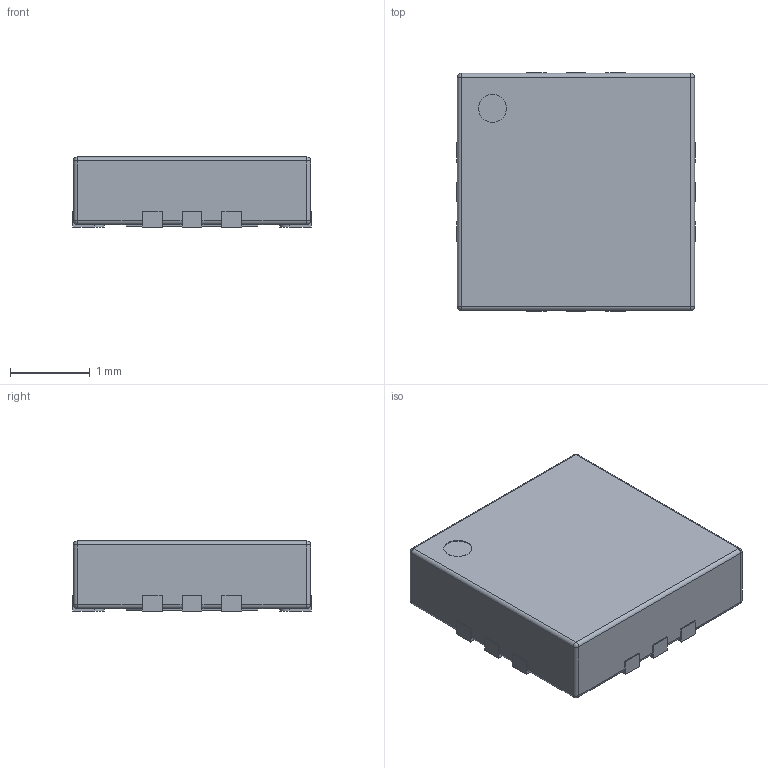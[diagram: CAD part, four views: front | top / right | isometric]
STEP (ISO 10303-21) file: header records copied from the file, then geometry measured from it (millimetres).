
FILE_DESCRIPTION(('FreeCAD Model'),'2;1');
FILE_NAME('QFN12_3x3_p0_5mm.step', '2016-06-07T12:48:47',('Author'),(''), 'Open CASCADE STEP processor 6.8','FreeCAD','Unknown');
FILE_SCHEMA(('AUTOMOTIVE_DESIGN_CC2 { 1 2 10303 214 -1 1 5 4 }'));
Length unit declared in the file: millimetre
Products named in the file (2): ASSEMBLY; QFN12_3x3_p0_5mm
Assembly tree (1 placements, depth 2):
  ASSEMBLY
    QFN12_3x3_p0_5mm
Bounding box: 3 x 3 x 0.88 mm (x, y, z)
Volume: 7.6 mm3; surface area: 28.1 mm2
Topology: 1 solids, 1 shells, 118 faces, 326 edges, 204 vertices
Faces by surface type: plane 73, cylinder 37, sphere 8
Full cylindrical faces by diameter (mm): 0.35 x1
Entity records: 8667 total; most frequent: CARTESIAN_POINT 1591, DIRECTION 1135, LINE 733, VECTOR 733, ORIENTED_EDGE 636, PCURVE 636, DEFINITIONAL_REPRESENTATION 636, EDGE_CURVE 318
